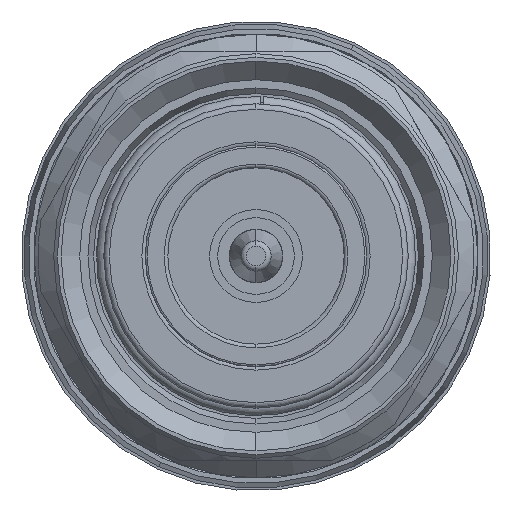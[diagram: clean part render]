
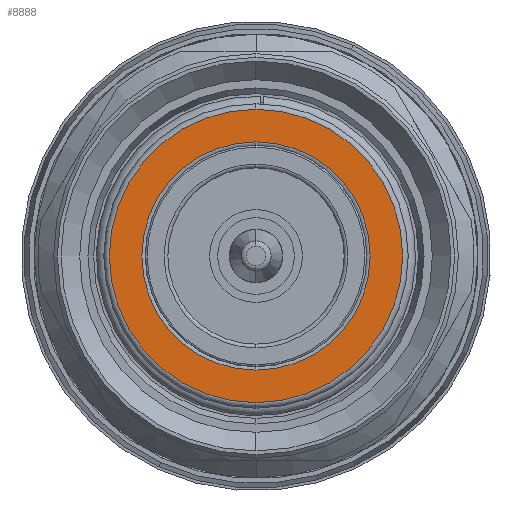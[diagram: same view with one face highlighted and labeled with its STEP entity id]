
A CAD part, left-side view. The second image highlights one B-rep face of the part: STEP entity #8888.
In plain terms, the highlighted planar face has unit normal (-1, 0, 0).
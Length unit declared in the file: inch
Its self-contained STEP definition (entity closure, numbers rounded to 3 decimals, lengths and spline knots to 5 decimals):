
#234 = EDGE_CURVE ( 'NONE', #5584, #7967, #6963, .T. ) ;
#258 = DIRECTION ( 'NONE',  ( 0., 0., 1. ) ) ;
#548 = ORIENTED_EDGE ( 'NONE', *, *, #234, .T. ) ;
#1181 = CARTESIAN_POINT ( 'NONE',  ( 0.20472, 0., 0. ) ) ;
#1240 = CARTESIAN_POINT ( 'NONE',  ( 0.20472, 0., -0.31102 ) ) ;
#1303 = DIRECTION ( 'NONE',  ( -1., 0., 0. ) ) ;
#1345 = FACE_BOUND ( 'NONE', #3305, .T. ) ;
#1348 = DIRECTION ( 'NONE',  ( -1., 0., 0. ) ) ;
#1541 = DIRECTION ( 'NONE',  ( -1., 0., 0. ) ) ;
#2512 = AXIS2_PLACEMENT_3D ( 'NONE', #9474, #1541, #5136 ) ;
#2644 = EDGE_CURVE ( 'NONE', #7967, #5584, #6858, .T. ) ;
#2928 = ORIENTED_EDGE ( 'NONE', *, *, #6032, .F. ) ;
#3305 = EDGE_LOOP ( 'NONE', ( #5286, #2928 ) ) ;
#3514 = DIRECTION ( 'NONE',  ( -1., 0., 0. ) ) ;
#3867 = DIRECTION ( 'NONE',  ( 0., 0., 1. ) ) ;
#3909 = FACE_OUTER_BOUND ( 'NONE', #7444, .T. ) ;
#3934 = AXIS2_PLACEMENT_3D ( 'NONE', #10984, #6566, #10108 ) ;
#4275 = DIRECTION ( 'NONE',  ( 0., 0., 1. ) ) ;
#5136 = DIRECTION ( 'NONE',  ( 0., 0., 1. ) ) ;
#5286 = ORIENTED_EDGE ( 'NONE', *, *, #5959, .F. ) ;
#5485 = CIRCLE ( 'NONE', #10861, 0.24213 ) ;
#5584 = VERTEX_POINT ( 'NONE', #1240 ) ;
#5756 = AXIS2_PLACEMENT_3D ( 'NONE', #1181, #1348, #258 ) ;
#5959 = EDGE_CURVE ( 'NONE', #10263, #7895, #7507, .T. ) ;
#6032 = EDGE_CURVE ( 'NONE', #7895, #10263, #5485, .T. ) ;
#6050 = CARTESIAN_POINT ( 'NONE',  ( 0.20472, 0., 0.31102 ) ) ;
#6566 = DIRECTION ( 'NONE',  ( 1., 0., 0. ) ) ;
#6858 = CIRCLE ( 'NONE', #5756, 0.31102 ) ;
#6963 = CIRCLE ( 'NONE', #7696, 0.31102 ) ;
#7442 = PLANE ( 'NONE',  #3934 ) ;
#7444 = EDGE_LOOP ( 'NONE', ( #9064, #548 ) ) ;
#7507 = CIRCLE ( 'NONE', #2512, 0.24213 ) ;
#7696 = AXIS2_PLACEMENT_3D ( 'NONE', #8730, #3514, #4275 ) ;
#7895 = VERTEX_POINT ( 'NONE', #10379 ) ;
#7908 = CARTESIAN_POINT ( 'NONE',  ( 0.20472, 0., 0.24213 ) ) ;
#7967 = VERTEX_POINT ( 'NONE', #6050 ) ;
#8730 = CARTESIAN_POINT ( 'NONE',  ( 0.20472, 0., 0. ) ) ;
#8888 = ADVANCED_FACE ( 'NONE', ( #3909, #1345 ), #7442, .F. ) ;
#9064 = ORIENTED_EDGE ( 'NONE', *, *, #2644, .T. ) ;
#9474 = CARTESIAN_POINT ( 'NONE',  ( 0.20472, 0., 0. ) ) ;
#10108 = DIRECTION ( 'NONE',  ( 0., 1., 0. ) ) ;
#10263 = VERTEX_POINT ( 'NONE', #7908 ) ;
#10379 = CARTESIAN_POINT ( 'NONE',  ( 0.20472, 0., -0.24213 ) ) ;
#10861 = AXIS2_PLACEMENT_3D ( 'NONE', #10994, #1303, #3867 ) ;
#10984 = CARTESIAN_POINT ( 'NONE',  ( 0.20472, 0.24213, 0. ) ) ;
#10994 = CARTESIAN_POINT ( 'NONE',  ( 0.20472, 0., 0. ) ) ;
